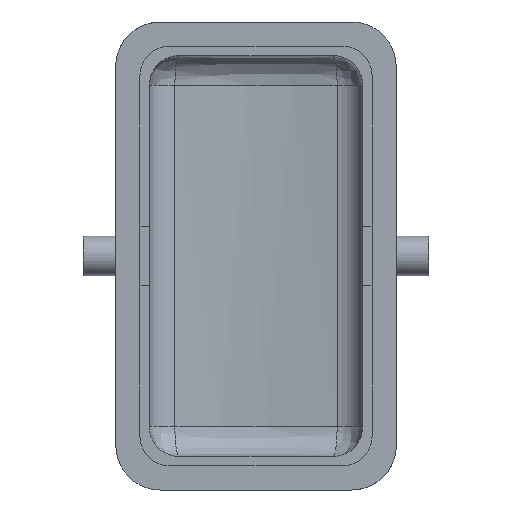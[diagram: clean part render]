
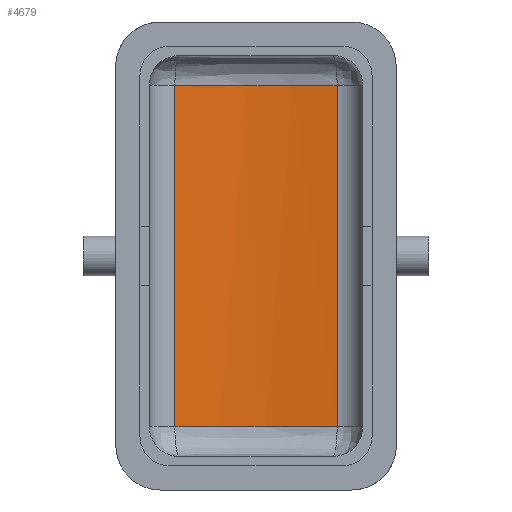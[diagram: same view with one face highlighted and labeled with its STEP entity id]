
A CAD part, front view. The second image highlights one B-rep face of the part: STEP entity #4679.
In plain terms, the highlighted free-form (B-spline) face has degree [2, 1] with [3, 2] control points.
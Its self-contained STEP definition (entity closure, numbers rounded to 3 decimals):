
#4619=CARTESIAN_POINT('F40',(12.3,18.121,
   -21.8));
#4620=CARTESIAN_POINT('F40',(0.,20.707,
   -21.8));
#4621=CARTESIAN_POINT('F40',(-12.3,18.121,
   -21.8));
#4622=CARTESIAN_POINT('F40',(12.3,18.121,
   21.8));
#4623=CARTESIAN_POINT('F40',(0.,20.707,
   21.8));
#4624=CARTESIAN_POINT('F40',(-12.3,18.121,
   21.8));
#4632=(BOUNDED_SURFACE()B_SPLINE_SURFACE(2,1,((#4619,#4622),(
   #4620,#4623),(#4621,#4624)),.CYLINDRICAL_SURF.,.F.,.F.,.U.)
   B_SPLINE_SURFACE_WITH_KNOTS((3,3),(2,2),(0.0,1.0),(0.0,
   1.734),.UNSPECIFIED.)GEOMETRIC_REPRESENTATION_ITEM()
   RATIONAL_B_SPLINE_SURFACE(((1.0,1.0),(0.979,
   0.979),(1.0,1.0)))REPRESENTATION_ITEM('F40')SURFACE(
   ));
#4633=CARTESIAN_POINT('V80',(8.212,18.833,
   -17.3));
#4634=VERTEX_POINT('V80',#4633);
#4635=CARTESIAN_POINT('V77',(-8.212,18.833,
   -17.3));
#4636=VERTEX_POINT('V77',#4635);
#4637=CARTESIAN_POINT('E118',(8.212,18.833,
   -17.3));
#4638=CARTESIAN_POINT('E118',(0.,19.972,
   -17.3));
#4639=CARTESIAN_POINT('E118',(-8.212,18.833,
   -17.3));
#4647=(BOUNDED_CURVE()B_SPLINE_CURVE(2,(#4637,#4638,#4639),
   .CIRCULAR_ARC.,.F.,.U.)B_SPLINE_CURVE_WITH_KNOTS((3,3),(2.0,
   5.321),.UNSPECIFIED.)CURVE()
   GEOMETRIC_REPRESENTATION_ITEM()RATIONAL_B_SPLINE_CURVE((1.0,
   0.991,1.0))REPRESENTATION_ITEM('E118'));
#4648=EDGE_CURVE('E118',#4634,#4636,#4647,.T.);
#4649=ORIENTED_EDGE('E118',*,*,#4648,.F.);
#4650=CARTESIAN_POINT('V79',(8.212,18.833,
   17.3));
#4651=VERTEX_POINT('V79',#4650);
#4652=CARTESIAN_POINT('E117',(8.212,18.833,
   17.3));
#4653=CARTESIAN_POINT('E117',(8.212,18.833,
   -17.3));
#4654=B_SPLINE_CURVE_WITH_KNOTS('E117',1,(#4652,#4653),
   .POLYLINE_FORM.,.F.,.U.,(2,2),(2.0,10.048),
   .UNSPECIFIED.);
#4655=EDGE_CURVE('E117',#4651,#4634,#4654,.T.);
#4656=ORIENTED_EDGE('E117',*,*,#4655,.F.);
#4657=CARTESIAN_POINT('V78',(-8.212,18.833,
   17.3));
#4658=VERTEX_POINT('V78',#4657);
#4659=CARTESIAN_POINT('E116',(-8.212,18.833,
   17.3));
#4660=CARTESIAN_POINT('E116',(0.,19.972,
   17.3));
#4661=CARTESIAN_POINT('E116',(8.212,18.833,
   17.3));
#4669=(BOUNDED_CURVE()B_SPLINE_CURVE(2,(#4659,#4660,#4661),
   .CIRCULAR_ARC.,.F.,.U.)B_SPLINE_CURVE_WITH_KNOTS((3,3),(2.0,
   5.321),.UNSPECIFIED.)CURVE()
   GEOMETRIC_REPRESENTATION_ITEM()RATIONAL_B_SPLINE_CURVE((1.0,
   0.991,1.0))REPRESENTATION_ITEM('E116'));
#4670=EDGE_CURVE('E116',#4658,#4651,#4669,.T.);
#4671=ORIENTED_EDGE('E116',*,*,#4670,.F.);
#4672=CARTESIAN_POINT('E115',(-8.212,18.833,
   -17.3));
#4673=CARTESIAN_POINT('E115',(-8.212,18.833,
   17.3));
#4674=B_SPLINE_CURVE_WITH_KNOTS('E115',1,(#4672,#4673),
   .POLYLINE_FORM.,.F.,.U.,(2,2),(2.0,10.048),
   .UNSPECIFIED.);
#4675=EDGE_CURVE('E115',#4636,#4658,#4674,.T.);
#4676=ORIENTED_EDGE('E115',*,*,#4675,.F.);
#4677=EDGE_LOOP('F40',(#4649,#4656,#4671,#4676));
#4678=FACE_OUTER_BOUND('F40',#4677,.T.);
#4679=ADVANCED_FACE('F40',(#4678),#4632,.F.);
